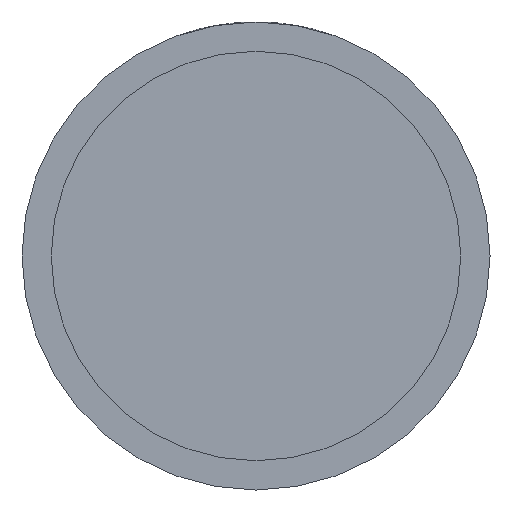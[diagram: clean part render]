
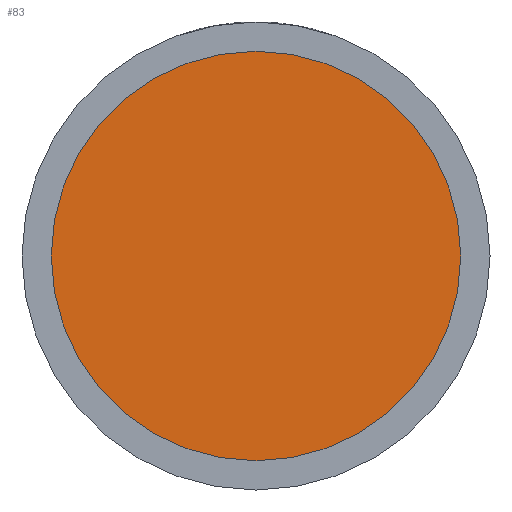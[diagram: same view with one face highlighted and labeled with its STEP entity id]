
A CAD part, front view. The second image highlights one B-rep face of the part: STEP entity #83.
In plain terms, the highlighted planar face has unit normal (0, -1, 0).
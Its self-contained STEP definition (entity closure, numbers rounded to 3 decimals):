
#13=PLANE($,#98);
#28=FACE_OUTER_BOUND($,#39,.T.);
#39=EDGE_LOOP($,(#72));
#46=CIRCLE($,#94,1.75);
#53=VERTEX_POINT($,#174);
#60=EDGE_CURVE($,#53,#53,#46,.T.);
#72=ORIENTED_EDGE($,*,*,#60,.T.);
#83=ADVANCED_FACE($,(#28),#13,.T.);
#94=AXIS2_PLACEMENT_3D($,#175,#113,#114);
#98=AXIS2_PLACEMENT_3D($,#180,#121,#122);
#113=DIRECTION('center_axis',(0.,-1.,0.));
#114=DIRECTION('ref_axis',(1.,0.,0.));
#121=DIRECTION('center_axis',(0.,-1.,0.));
#122=DIRECTION('ref_axis',(-1.,0.,0.));
#174=CARTESIAN_POINT('',(-1.75,-45.,0.));
#175=CARTESIAN_POINT('Origin',(0.,-45.,0.));
#180=CARTESIAN_POINT('Origin',(0.,-45.,0.));
